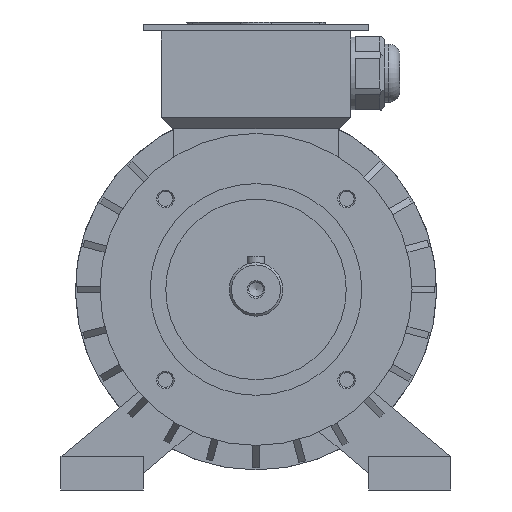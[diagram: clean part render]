
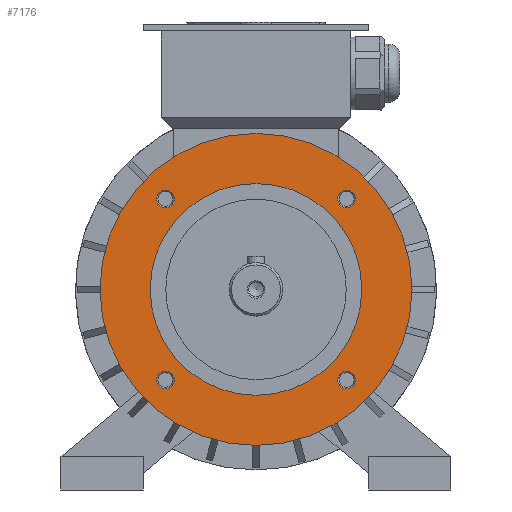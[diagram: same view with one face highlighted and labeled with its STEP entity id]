
A CAD part, front view. The second image highlights one B-rep face of the part: STEP entity #7176.
In plain terms, the highlighted planar face has unit normal (0, -1, 0).
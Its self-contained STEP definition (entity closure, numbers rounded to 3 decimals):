
#189=CIRCLE('',#7345,3.924);
#193=CIRCLE('',#7353,3.924);
#197=CIRCLE('',#7361,3.924);
#324=CIRCLE('',#7643,70.);
#326=CIRCLE('',#7646,3.924);
#327=CIRCLE('',#7647,47.5);
#1097=ORIENTED_EDGE('',*,*,#1893,.T.);
#1098=ORIENTED_EDGE('',*,*,#1897,.T.);
#1099=ORIENTED_EDGE('',*,*,#1901,.T.);
#1100=ORIENTED_EDGE('',*,*,#2390,.T.);
#1101=ORIENTED_EDGE('',*,*,#2391,.T.);
#1102=ORIENTED_EDGE('',*,*,#2388,.F.);
#1893=EDGE_CURVE('',#2637,#2637,#189,.T.);
#1897=EDGE_CURVE('',#2641,#2641,#193,.T.);
#1901=EDGE_CURVE('',#2645,#2645,#197,.T.);
#2388=EDGE_CURVE('',#2990,#2990,#324,.T.);
#2390=EDGE_CURVE('',#2992,#2992,#326,.T.);
#2391=EDGE_CURVE('',#2993,#2993,#327,.T.);
#2637=VERTEX_POINT('',#9418);
#2641=VERTEX_POINT('',#9430);
#2645=VERTEX_POINT('',#9442);
#2990=VERTEX_POINT('',#10505);
#2992=VERTEX_POINT('',#10510);
#2993=VERTEX_POINT('',#10512);
#4238=EDGE_LOOP('',(#1097));
#4239=EDGE_LOOP('',(#1098));
#4240=EDGE_LOOP('',(#1099));
#4241=EDGE_LOOP('',(#1100));
#4242=EDGE_LOOP('',(#1101));
#4243=EDGE_LOOP('',(#1102));
#4588=FACE_BOUND('',#4238,.T.);
#4589=FACE_BOUND('',#4239,.T.);
#4590=FACE_BOUND('',#4240,.T.);
#4591=FACE_BOUND('',#4241,.T.);
#4592=FACE_BOUND('',#4242,.T.);
#4593=FACE_BOUND('',#4243,.T.);
#4886=PLANE('',#7645);
#7176=ADVANCED_FACE('',(#4588,#4589,#4590,#4591,#4592,#4593),#4886,.F.);
#7345=AXIS2_PLACEMENT_3D('',#9417,#7894,#7895);
#7353=AXIS2_PLACEMENT_3D('',#9429,#7910,#7911);
#7361=AXIS2_PLACEMENT_3D('',#9441,#7926,#7927);
#7643=AXIS2_PLACEMENT_3D('',#10504,#8794,#8795);
#7645=AXIS2_PLACEMENT_3D('',#10508,#8798,#8799);
#7646=AXIS2_PLACEMENT_3D('',#10509,#8800,#8801);
#7647=AXIS2_PLACEMENT_3D('',#10511,#8802,#8803);
#7894=DIRECTION('',(0.,1.,0.));
#7895=DIRECTION('',(0.,0.,1.));
#7910=DIRECTION('',(0.,1.,0.));
#7911=DIRECTION('',(-1.,0.,0.));
#7926=DIRECTION('',(0.,1.,0.));
#7927=DIRECTION('',(0.,0.,-1.));
#8794=DIRECTION('',(0.,1.,0.));
#8795=DIRECTION('',(1.,0.,0.));
#8798=DIRECTION('',(0.,1.,0.));
#8799=DIRECTION('',(0.,0.,1.));
#8800=DIRECTION('',(0.,1.,0.));
#8801=DIRECTION('',(1.,0.,0.));
#8802=DIRECTION('',(0.,1.,0.));
#8803=DIRECTION('',(1.,0.,0.));
#9417=CARTESIAN_POINT('',(-40.659,-27.,-40.659));
#9418=CARTESIAN_POINT('',(-40.659,-27.,-36.735));
#9429=CARTESIAN_POINT('',(40.659,-27.,-40.659));
#9430=CARTESIAN_POINT('',(36.735,-27.,-40.659));
#9441=CARTESIAN_POINT('',(40.659,-27.,40.659));
#9442=CARTESIAN_POINT('',(40.659,-27.,36.735));
#10504=CARTESIAN_POINT('',(0.,-27.,0.));
#10505=CARTESIAN_POINT('',(70.,-27.,0.));
#10508=CARTESIAN_POINT('',(0.,-27.,0.));
#10509=CARTESIAN_POINT('',(-40.659,-27.,40.659));
#10510=CARTESIAN_POINT('',(-36.735,-27.,40.659));
#10511=CARTESIAN_POINT('',(0.,-27.,0.));
#10512=CARTESIAN_POINT('',(47.5,-27.,0.));
